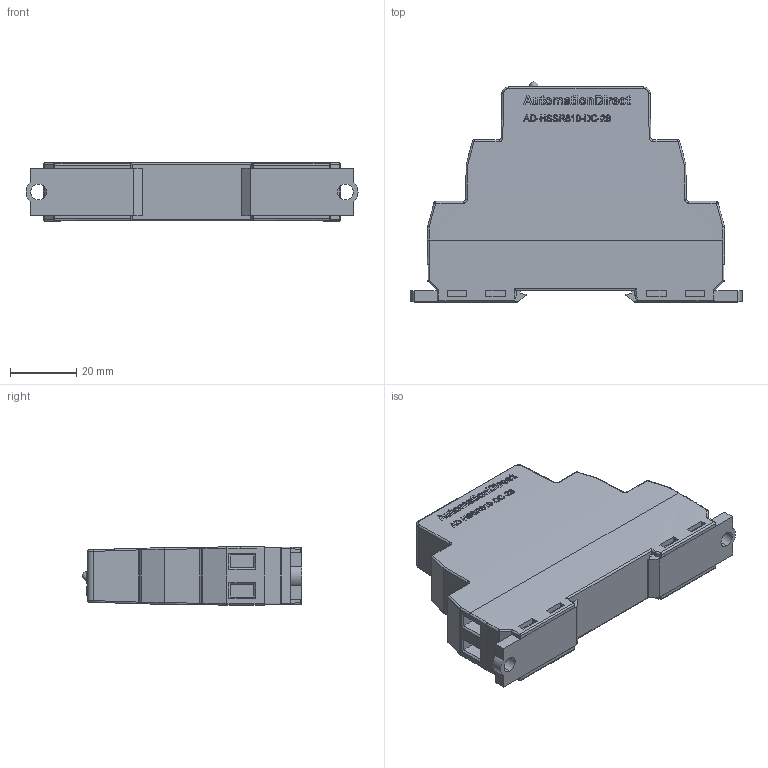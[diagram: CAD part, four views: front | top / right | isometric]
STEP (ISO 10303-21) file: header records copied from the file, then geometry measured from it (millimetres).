
FILE_DESCRIPTION (( 'STEP AP214' ), '1' );
FILE_NAME ('AD-HSSR810-DC-28.STEP', '2013-11-26T20:22:22', ( '' ), ( '' ), 'SwSTEP 2.0', 'SolidWorks 2013', '' );
FILE_SCHEMA (( 'AUTOMOTIVE_DESIGN' ));
Length unit declared in the file: inch
Products named in the file (1): AD-HSSR810-DC-28
Bounding box: 100.38 x 66.51 x 17.59 mm (x, y, z)
Volume: 77421.9 mm3; surface area: 16487.6 mm2
Topology: 35 solids, 35 shells, 1270 faces, 3321 edges, 2170 vertices
Faces by surface type: plane 679, bspline 504, cylinder 65, torus 21, sphere 1
Entity records: 78551 total; most frequent: CARTESIAN_POINT 34541, ORIENTED_EDGE 6614, DIRECTION 3957, EDGE_CURVE 3307, VERTEX_POINT 2169, LINE 2023, VECTOR 2023, EDGE_LOOP 1374
